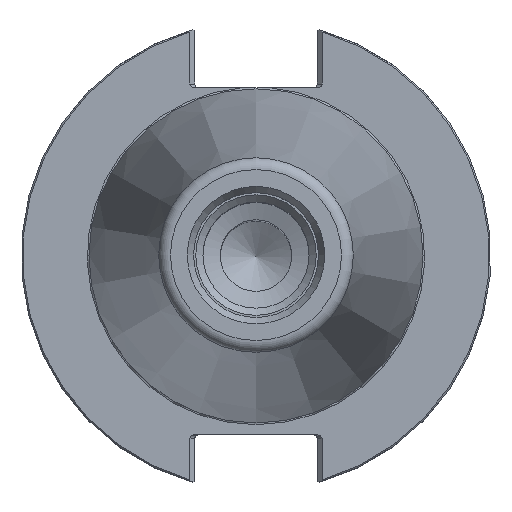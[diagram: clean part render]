
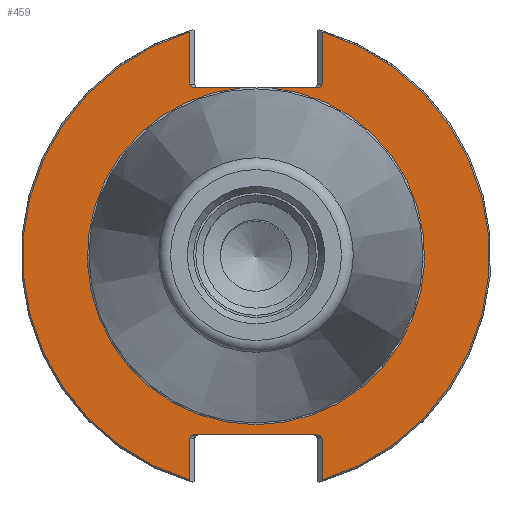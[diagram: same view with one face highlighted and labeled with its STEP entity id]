
A CAD part, top view. The second image highlights one B-rep face of the part: STEP entity #459.
In plain terms, the highlighted planar face has unit normal (0, 0, 1).
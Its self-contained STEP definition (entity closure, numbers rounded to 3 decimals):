
#191=ELLIPSE('',#1721,1.131,0.8);
#192=ELLIPSE('',#1723,1.131,0.8);
#193=ELLIPSE('',#1724,1.131,0.8);
#194=ELLIPSE('',#1726,1.131,0.8);
#201=LINE('',#2320,#270);
#209=LINE('',#2348,#278);
#210=LINE('',#2353,#279);
#211=LINE('',#2357,#280);
#212=LINE('',#2362,#281);
#213=LINE('',#2366,#282);
#214=LINE('',#2370,#283);
#270=VECTOR('',#1900,1.);
#278=VECTOR('',#1922,1.);
#279=VECTOR('',#1925,1.);
#280=VECTOR('',#1928,1.);
#281=VECTOR('',#1933,1.);
#282=VECTOR('',#1936,1.);
#283=VECTOR('',#1939,1.);
#374=PLANE('',#1728);
#401=FACE_OUTER_BOUND('',#717,.T.);
#459=ADVANCED_FACE('',(#401),#374,.F.);
#717=EDGE_LOOP('',(#894,#895,#896,#897,#898,#899,#900,#901,#902,#903,#904,
#905,#906,#907));
#894=ORIENTED_EDGE('',*,*,#1443,.F.);
#895=ORIENTED_EDGE('',*,*,#1444,.T.);
#896=ORIENTED_EDGE('',*,*,#1445,.T.);
#897=ORIENTED_EDGE('',*,*,#1446,.T.);
#898=ORIENTED_EDGE('',*,*,#1447,.F.);
#899=ORIENTED_EDGE('',*,*,#1448,.T.);
#900=ORIENTED_EDGE('',*,*,#1430,.F.);
#901=ORIENTED_EDGE('',*,*,#1449,.T.);
#902=ORIENTED_EDGE('',*,*,#1450,.F.);
#903=ORIENTED_EDGE('',*,*,#1451,.T.);
#904=ORIENTED_EDGE('',*,*,#1452,.T.);
#905=ORIENTED_EDGE('',*,*,#1453,.T.);
#906=ORIENTED_EDGE('',*,*,#1454,.F.);
#907=ORIENTED_EDGE('',*,*,#1455,.F.);
#1276=VERTEX_POINT('',#2321);
#1277=VERTEX_POINT('',#2322);
#1289=VERTEX_POINT('',#2349);
#1290=VERTEX_POINT('',#2350);
#1291=VERTEX_POINT('',#2352);
#1292=VERTEX_POINT('',#2354);
#1293=VERTEX_POINT('',#2356);
#1294=VERTEX_POINT('',#2358);
#1295=VERTEX_POINT('',#2361);
#1296=VERTEX_POINT('',#2363);
#1297=VERTEX_POINT('',#2365);
#1298=VERTEX_POINT('',#2367);
#1299=VERTEX_POINT('',#2369);
#1300=VERTEX_POINT('',#2371);
#1430=EDGE_CURVE('',#1276,#1277,#201,.T.);
#1443=EDGE_CURVE('',#1289,#1290,#209,.T.);
#1444=EDGE_CURVE('',#1289,#1291,#191,.T.);
#1445=EDGE_CURVE('',#1291,#1292,#210,.T.);
#1446=EDGE_CURVE('',#1292,#1293,#1634,.T.);
#1447=EDGE_CURVE('',#1294,#1293,#211,.T.);
#1448=EDGE_CURVE('',#1294,#1277,#192,.T.);
#1449=EDGE_CURVE('',#1276,#1295,#193,.T.);
#1450=EDGE_CURVE('',#1296,#1295,#212,.T.);
#1451=EDGE_CURVE('',#1296,#1297,#1635,.T.);
#1452=EDGE_CURVE('',#1297,#1298,#213,.T.);
#1453=EDGE_CURVE('',#1298,#1299,#194,.T.);
#1454=EDGE_CURVE('',#1300,#1299,#214,.T.);
#1455=EDGE_CURVE('',#1290,#1300,#1636,.T.);
#1634=CIRCLE('',#1722,48.95);
#1635=CIRCLE('',#1725,48.95);
#1636=CIRCLE('',#1727,35.375);
#1721=AXIS2_PLACEMENT_3D('',#2351,#1923,#1924);
#1722=AXIS2_PLACEMENT_3D('',#2355,#1926,#1927);
#1723=AXIS2_PLACEMENT_3D('',#2359,#1929,#1930);
#1724=AXIS2_PLACEMENT_3D('',#2360,#1931,#1932);
#1725=AXIS2_PLACEMENT_3D('',#2364,#1934,#1935);
#1726=AXIS2_PLACEMENT_3D('',#2368,#1937,#1938);
#1727=AXIS2_PLACEMENT_3D('',#2372,#1940,#1941);
#1728=AXIS2_PLACEMENT_3D('',#2373,#1942,#1943);
#1900=DIRECTION('',(-1.,0.,0.));
#1922=DIRECTION('',(1.,0.,0.));
#1923=DIRECTION('',(0.,0.,-1.));
#1924=DIRECTION('',(-1.,0.,0.));
#1925=DIRECTION('',(0.,1.,0.));
#1926=DIRECTION('',(0.,0.,1.));
#1927=DIRECTION('',(0.,1.,0.));
#1928=DIRECTION('',(0.,-1.,0.));
#1929=DIRECTION('',(0.,0.,-1.));
#1930=DIRECTION('',(1.,0.,0.));
#1931=DIRECTION('',(0.,0.,-1.));
#1932=DIRECTION('',(1.,0.,0.));
#1933=DIRECTION('',(0.,1.,0.));
#1934=DIRECTION('',(0.,0.,1.));
#1935=DIRECTION('',(0.,1.,0.));
#1936=DIRECTION('',(0.,-1.,0.));
#1937=DIRECTION('',(0.,0.,-1.));
#1938=DIRECTION('',(-1.,0.,0.));
#1939=DIRECTION('',(1.,0.,0.));
#1940=DIRECTION('',(0.,0.,1.));
#1941=DIRECTION('',(0.,-1.,0.));
#1942=DIRECTION('',(0.,0.,-1.));
#1943=DIRECTION('',(0.,1.,0.));
#2320=CARTESIAN_POINT('',(0.,-37.5,-3.175));
#2321=CARTESIAN_POINT('',(12.719,-37.5,-3.175));
#2322=CARTESIAN_POINT('',(-12.719,-37.5,-3.175));
#2348=CARTESIAN_POINT('',(0.,35.25,-3.175));
#2349=CARTESIAN_POINT('',(-12.719,35.25,-3.175));
#2350=CARTESIAN_POINT('',(-2.971,35.25,-3.175));
#2351=CARTESIAN_POINT('',(-12.719,36.05,-3.175));
#2352=CARTESIAN_POINT('',(-13.85,36.05,-3.175));
#2353=CARTESIAN_POINT('',(-13.85,-49.25,-3.175));
#2354=CARTESIAN_POINT('',(-13.85,46.95,-3.175));
#2355=CARTESIAN_POINT('',(0.,0.,-3.175));
#2356=CARTESIAN_POINT('',(-13.85,-46.95,-3.175));
#2357=CARTESIAN_POINT('',(-13.85,-49.25,-3.175));
#2358=CARTESIAN_POINT('',(-13.85,-38.3,-3.175));
#2359=CARTESIAN_POINT('',(-12.719,-38.3,-3.175));
#2360=CARTESIAN_POINT('',(12.719,-38.3,-3.175));
#2361=CARTESIAN_POINT('',(13.85,-38.3,-3.175));
#2362=CARTESIAN_POINT('',(13.85,-49.25,-3.175));
#2363=CARTESIAN_POINT('',(13.85,-46.95,-3.175));
#2364=CARTESIAN_POINT('',(0.,0.,-3.175));
#2365=CARTESIAN_POINT('',(13.85,46.95,-3.175));
#2366=CARTESIAN_POINT('',(13.85,-49.25,-3.175));
#2367=CARTESIAN_POINT('',(13.85,36.05,-3.175));
#2368=CARTESIAN_POINT('',(12.719,36.05,-3.175));
#2369=CARTESIAN_POINT('',(12.719,35.25,-3.175));
#2370=CARTESIAN_POINT('',(0.,35.25,-3.175));
#2371=CARTESIAN_POINT('',(2.971,35.25,-3.175));
#2372=CARTESIAN_POINT('',(0.,0.,-3.175));
#2373=CARTESIAN_POINT('',(0.,-49.25,-3.175));
